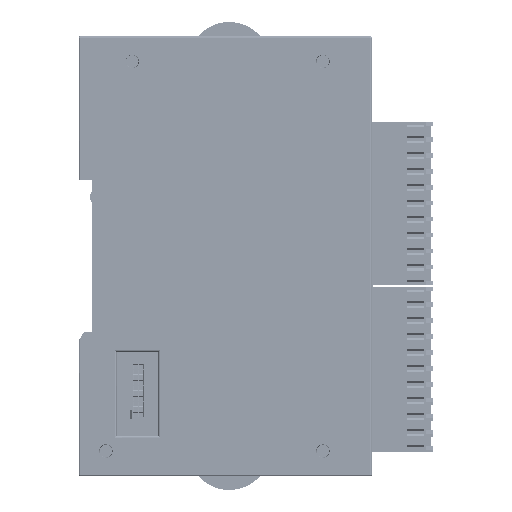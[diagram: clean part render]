
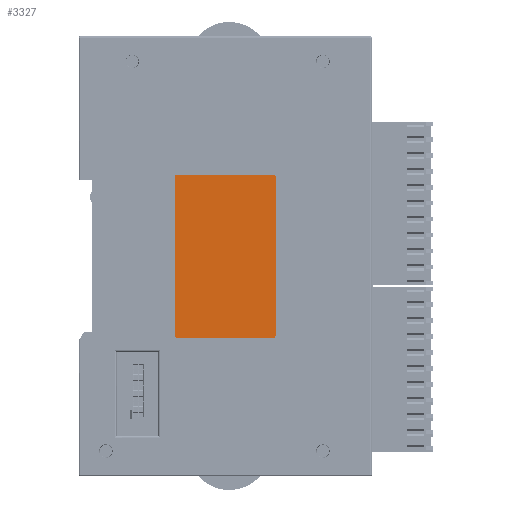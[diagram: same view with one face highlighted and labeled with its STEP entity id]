
A CAD part, left-side view. The second image highlights one B-rep face of the part: STEP entity #3327.
In plain terms, the highlighted planar face has unit normal (-1, 0, 0).
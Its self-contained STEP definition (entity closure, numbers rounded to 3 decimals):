
#492=(
BOUNDED_CURVE()
B_SPLINE_CURVE(2,(#399984,#399985,#399986,#399987,#399988),
 .UNSPECIFIED.,.F.,.F.)
B_SPLINE_CURVE_WITH_KNOTS((3,2,3),(-0.828,-0.414,
0.),.UNSPECIFIED.)
CURVE()
GEOMETRIC_REPRESENTATION_ITEM()
RATIONAL_B_SPLINE_CURVE((1.,0.924,1.,0.924,1.))
REPRESENTATION_ITEM('')
);
#494=(
BOUNDED_CURVE()
B_SPLINE_CURVE(2,(#400000,#400001,#400002,#400003,#400004),
 .UNSPECIFIED.,.F.,.F.)
B_SPLINE_CURVE_WITH_KNOTS((3,2,3),(-0.828,-0.414,
0.),.UNSPECIFIED.)
CURVE()
GEOMETRIC_REPRESENTATION_ITEM()
RATIONAL_B_SPLINE_CURVE((1.,0.924,1.,0.924,1.))
REPRESENTATION_ITEM('')
);
#496=(
BOUNDED_CURVE()
B_SPLINE_CURVE(2,(#400016,#400017,#400018,#400019,#400020),
 .UNSPECIFIED.,.F.,.F.)
B_SPLINE_CURVE_WITH_KNOTS((3,2,3),(-0.828,-0.414,
0.),.UNSPECIFIED.)
CURVE()
GEOMETRIC_REPRESENTATION_ITEM()
RATIONAL_B_SPLINE_CURVE((1.,0.924,1.,0.924,1.))
REPRESENTATION_ITEM('')
);
#498=(
BOUNDED_CURVE()
B_SPLINE_CURVE(2,(#400032,#400033,#400034,#400035,#400036),
 .UNSPECIFIED.,.F.,.F.)
B_SPLINE_CURVE_WITH_KNOTS((3,2,3),(-0.828,-0.414,
0.),.UNSPECIFIED.)
CURVE()
GEOMETRIC_REPRESENTATION_ITEM()
RATIONAL_B_SPLINE_CURVE((1.,0.924,1.,0.924,1.))
REPRESENTATION_ITEM('')
);
#3327=ADVANCED_FACE('',(#7450),#233048,.T.);
#7450=FACE_OUTER_BOUND('',#11707,.T.);
#11707=EDGE_LOOP('',(#62043,#62044,#62045,#62046,#62047,#62048,#62049,#62050));
#62043=ORIENTED_EDGE('',*,*,#124304,.T.);
#62044=ORIENTED_EDGE('',*,*,#123457,.T.);
#62045=ORIENTED_EDGE('',*,*,#124299,.T.);
#62046=ORIENTED_EDGE('',*,*,#123458,.T.);
#62047=ORIENTED_EDGE('',*,*,#124294,.T.);
#62048=ORIENTED_EDGE('',*,*,#123459,.T.);
#62049=ORIENTED_EDGE('',*,*,#124289,.T.);
#62050=ORIENTED_EDGE('',*,*,#123460,.T.);
#123457=EDGE_CURVE('',#227755,#227756,#175831,.T.);
#123458=EDGE_CURVE('',#227757,#227758,#175832,.T.);
#123459=EDGE_CURVE('',#227759,#227760,#175833,.T.);
#123460=EDGE_CURVE('',#227761,#227754,#175834,.T.);
#124289=EDGE_CURVE('',#227760,#227761,#492,.T.);
#124294=EDGE_CURVE('',#227758,#227759,#494,.T.);
#124299=EDGE_CURVE('',#227756,#227757,#496,.T.);
#124304=EDGE_CURVE('',#227754,#227755,#498,.T.);
#175831=B_SPLINE_CURVE_WITH_KNOTS('',1,(#398285,#398286),.UNSPECIFIED.,
 .F.,.F.,(2,2),(0.,38.),.UNSPECIFIED.);
#175832=B_SPLINE_CURVE_WITH_KNOTS('',1,(#398287,#398288),.UNSPECIFIED.,
 .F.,.F.,(2,2),(0.,23.),.UNSPECIFIED.);
#175833=B_SPLINE_CURVE_WITH_KNOTS('',1,(#398289,#398290),.UNSPECIFIED.,
 .F.,.F.,(2,2),(0.,38.),.UNSPECIFIED.);
#175834=B_SPLINE_CURVE_WITH_KNOTS('',1,(#398291,#398292),.UNSPECIFIED.,
 .F.,.F.,(2,2),(0.,23.),.UNSPECIFIED.);
#227754=VERTEX_POINT('',#386269);
#227755=VERTEX_POINT('',#386270);
#227756=VERTEX_POINT('',#386271);
#227757=VERTEX_POINT('',#386272);
#227758=VERTEX_POINT('',#386273);
#227759=VERTEX_POINT('',#386274);
#227760=VERTEX_POINT('',#386275);
#227761=VERTEX_POINT('',#386276);
#233048=PLANE('',#236938);
#236938=AXIS2_PLACEMENT_3D('',#378774,#240911,$);
#240911=DIRECTION('',(-1.,0.,0.));
#378774=CARTESIAN_POINT('',(-140.627,-75.951,-55.389));
#386269=CARTESIAN_POINT('',(-140.627,-101.863,-51.477));
#386270=CARTESIAN_POINT('',(-140.627,-102.363,-50.977));
#386271=CARTESIAN_POINT('',(-140.627,-102.363,-12.977));
#386272=CARTESIAN_POINT('',(-140.627,-101.863,-12.477));
#386273=CARTESIAN_POINT('',(-140.627,-78.863,-12.477));
#386274=CARTESIAN_POINT('',(-140.627,-78.363,-12.977));
#386275=CARTESIAN_POINT('',(-140.627,-78.363,-50.977));
#386276=CARTESIAN_POINT('',(-140.627,-78.863,-51.477));
#398285=CARTESIAN_POINT('',(-140.627,-102.363,-50.977));
#398286=CARTESIAN_POINT('',(-140.627,-102.363,-12.977));
#398287=CARTESIAN_POINT('',(-140.627,-101.863,-12.477));
#398288=CARTESIAN_POINT('',(-140.627,-78.863,-12.477));
#398289=CARTESIAN_POINT('',(-140.627,-78.363,-12.977));
#398290=CARTESIAN_POINT('',(-140.627,-78.363,-50.977));
#398291=CARTESIAN_POINT('',(-140.627,-78.863,-51.477));
#398292=CARTESIAN_POINT('',(-140.627,-101.863,-51.477));
#399984=CARTESIAN_POINT('',(-140.627,-78.363,-50.977));
#399985=CARTESIAN_POINT('',(-140.627,-78.363,-51.184));
#399986=CARTESIAN_POINT('',(-140.627,-78.509,-51.331));
#399987=CARTESIAN_POINT('',(-140.627,-78.656,-51.477));
#399988=CARTESIAN_POINT('',(-140.627,-78.863,-51.477));
#400000=CARTESIAN_POINT('',(-140.627,-78.863,-12.477));
#400001=CARTESIAN_POINT('',(-140.627,-78.656,-12.477));
#400002=CARTESIAN_POINT('',(-140.627,-78.509,-12.624));
#400003=CARTESIAN_POINT('',(-140.627,-78.363,-12.77));
#400004=CARTESIAN_POINT('',(-140.627,-78.363,-12.977));
#400016=CARTESIAN_POINT('',(-140.627,-102.363,-12.977));
#400017=CARTESIAN_POINT('',(-140.627,-102.363,-12.77));
#400018=CARTESIAN_POINT('',(-140.627,-102.217,-12.624));
#400019=CARTESIAN_POINT('',(-140.627,-102.07,-12.477));
#400020=CARTESIAN_POINT('',(-140.627,-101.863,-12.477));
#400032=CARTESIAN_POINT('',(-140.627,-101.863,-51.477));
#400033=CARTESIAN_POINT('',(-140.627,-102.07,-51.477));
#400034=CARTESIAN_POINT('',(-140.627,-102.217,-51.331));
#400035=CARTESIAN_POINT('',(-140.627,-102.363,-51.184));
#400036=CARTESIAN_POINT('',(-140.627,-102.363,-50.977));
